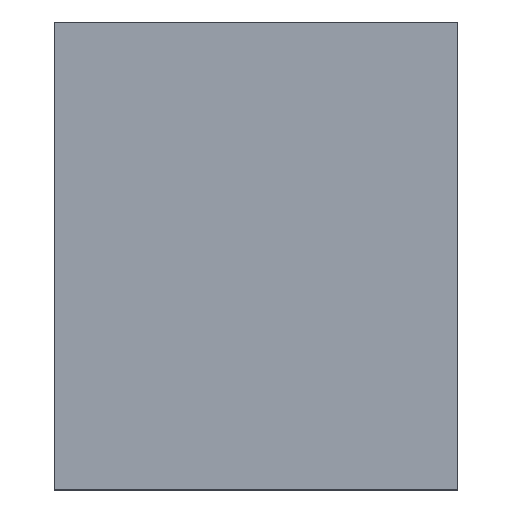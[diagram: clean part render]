
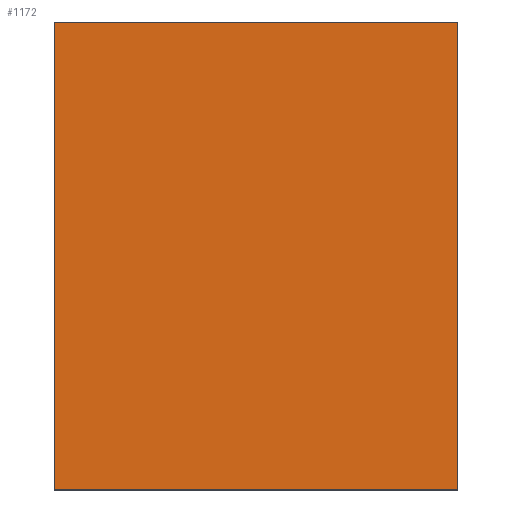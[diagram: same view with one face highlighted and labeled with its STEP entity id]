
A CAD part, top view. The second image highlights one B-rep face of the part: STEP entity #1172.
In plain terms, the highlighted planar face has unit normal (0, 0, 1).
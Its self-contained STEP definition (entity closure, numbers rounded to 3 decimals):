
#94=LINE('',#1859,#214);
#134=LINE('',#1940,#254);
#139=LINE('',#1949,#259);
#140=LINE('',#1951,#260);
#214=VECTOR('',#1474,10.);
#254=VECTOR('',#1542,10.);
#259=VECTOR('',#1551,10.);
#260=VECTOR('',#1554,10.);
#334=PLANE('',#1287);
#405=FACE_OUTER_BOUND('',#488,.T.);
#488=EDGE_LOOP('',(#1023,#1024,#1025,#1026));
#592=VERTEX_POINT('',#1856);
#593=VERTEX_POINT('',#1858);
#619=VERTEX_POINT('',#1937);
#622=VERTEX_POINT('',#1947);
#720=EDGE_CURVE('',#592,#593,#94,.T.);
#760=EDGE_CURVE('',#619,#592,#134,.T.);
#765=EDGE_CURVE('',#622,#593,#139,.T.);
#766=EDGE_CURVE('',#622,#619,#140,.T.);
#1023=ORIENTED_EDGE('',*,*,#766,.F.);
#1024=ORIENTED_EDGE('',*,*,#765,.T.);
#1025=ORIENTED_EDGE('',*,*,#720,.F.);
#1026=ORIENTED_EDGE('',*,*,#760,.F.);
#1172=ADVANCED_FACE('',(#405),#334,.T.);
#1287=AXIS2_PLACEMENT_3D('',#1950,#1552,#1553);
#1474=DIRECTION('',(1.,0.,0.));
#1542=DIRECTION('',(0.,1.,0.));
#1551=DIRECTION('',(0.,1.,0.));
#1552=DIRECTION('center_axis',(0.,0.,1.));
#1553=DIRECTION('ref_axis',(1.,0.,0.));
#1554=DIRECTION('',(-1.,0.,0.));
#1856=CARTESIAN_POINT('',(0.,18.16,13.19));
#1858=CARTESIAN_POINT('',(15.67,18.16,13.19));
#1859=CARTESIAN_POINT('',(15.67,18.16,13.19));
#1937=CARTESIAN_POINT('',(0.,0.,13.19));
#1940=CARTESIAN_POINT('',(0.,0.,13.19));
#1947=CARTESIAN_POINT('',(15.67,0.,13.19));
#1949=CARTESIAN_POINT('',(15.67,0.,13.19));
#1950=CARTESIAN_POINT('Origin',(0.,0.,13.19));
#1951=CARTESIAN_POINT('',(15.67,0.,13.19));
